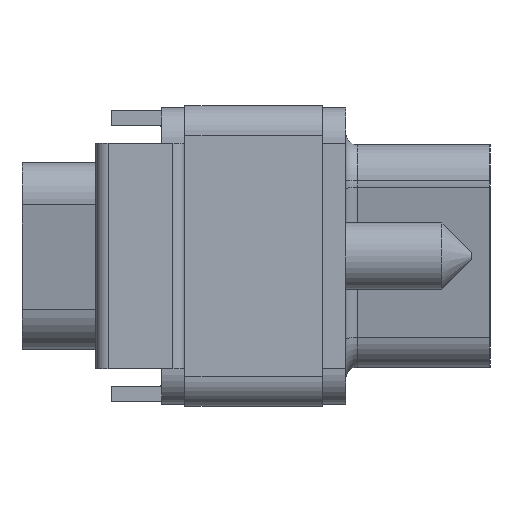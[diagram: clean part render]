
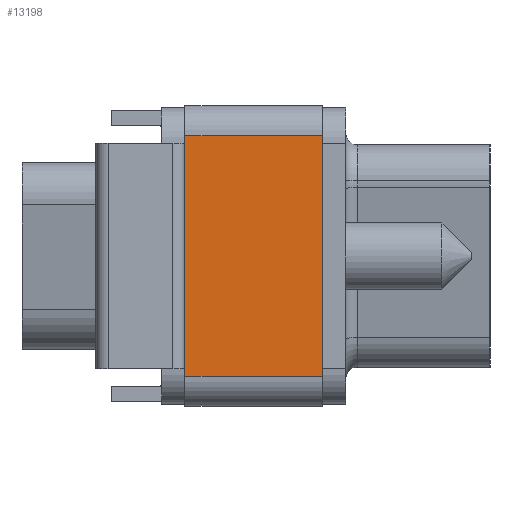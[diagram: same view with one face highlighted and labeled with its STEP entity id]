
A CAD part, left-side view. The second image highlights one B-rep face of the part: STEP entity #13198.
In plain terms, the highlighted planar face has unit normal (-1, 0, 0).
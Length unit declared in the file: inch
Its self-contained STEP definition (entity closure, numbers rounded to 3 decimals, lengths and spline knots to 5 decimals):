
#7904 = DIRECTION ( 'NONE',  ( 0., -1., 0. ) ) ;
#7905 = VECTOR ( 'NONE', #7904, 39.37008 ) ;
#7906 = CARTESIAN_POINT ( 'NONE',  ( -0.775, 0.114, -0.2 ) ) ;
#7910 = LINE ( 'NONE', #7906, #7905 ) ;
#8102 = CARTESIAN_POINT ( 'NONE',  ( -0.775, -0.114, 0.2 ) ) ;
#8103 = CARTESIAN_POINT ( 'NONE',  ( -0.775, -0.114, -0.2 ) ) ;
#8104 = DIRECTION ( 'NONE',  ( 0., 0., 1. ) ) ;
#8105 = VECTOR ( 'NONE', #8104, 39.37008 ) ;
#8106 = CARTESIAN_POINT ( 'NONE',  ( -0.775, -0.114, 0.25 ) ) ;
#8107 = LINE ( 'NONE', #8106, #8105 ) ;
#8108 = DIRECTION ( 'NONE',  ( 0., 0., -1. ) ) ;
#8109 = DIRECTION ( 'NONE',  ( 1., 0., 0. ) ) ;
#8110 = CARTESIAN_POINT ( 'NONE',  ( -0.775, 0.114, 0.25 ) ) ;
#8111 = AXIS2_PLACEMENT_3D ( 'NONE', #8110, #8109, #8108 ) ;
#8112 = PLANE ( 'NONE',  #8111 ) ;
#8113 = FACE_OUTER_BOUND ( 'NONE', #13199, .T. ) ;
#8145 = LINE ( 'NONE', #8225, #8224 ) ;
#8217 = CARTESIAN_POINT ( 'NONE',  ( -0.775, 0.114, -0.2 ) ) ;
#8218 = DIRECTION ( 'NONE',  ( 0., 0., 1. ) ) ;
#8219 = VECTOR ( 'NONE', #8218, 39.37008 ) ;
#8220 = CARTESIAN_POINT ( 'NONE',  ( -0.775, 0.114, 0.25 ) ) ;
#8221 = LINE ( 'NONE', #8220, #8219 ) ;
#8222 = CARTESIAN_POINT ( 'NONE',  ( -0.775, 0.114, 0.2 ) ) ;
#8223 = DIRECTION ( 'NONE',  ( 0., 1., 0. ) ) ;
#8224 = VECTOR ( 'NONE', #8223, 39.37008 ) ;
#8225 = CARTESIAN_POINT ( 'NONE',  ( -0.775, 0.114, 0.2 ) ) ;
#13057 = ORIENTED_EDGE ( 'NONE', *, *, #13058, .T. ) ;
#13058 = EDGE_CURVE ( 'NONE', #13162, #13202, #7910, .T. ) ;
#13157 = ORIENTED_EDGE ( 'NONE', *, *, #13158, .T. ) ;
#13158 = EDGE_CURVE ( 'NONE', #13203, #13159, #8145, .T. ) ;
#13159 = VERTEX_POINT ( 'NONE', #8222 ) ;
#13160 = ORIENTED_EDGE ( 'NONE', *, *, #13161, .F. ) ;
#13161 = EDGE_CURVE ( 'Edge3', #13162, #13159, #8221, .T. ) ;
#13162 = VERTEX_POINT ( 'NONE', #8217 ) ;
#13198 = ADVANCED_FACE ( 'NONE', ( #8113 ), #8112, .F. ) ;
#13199 = EDGE_LOOP ( 'NONE', ( #13200, #13157, #13160, #13057 ) ) ;
#13200 = ORIENTED_EDGE ( 'NONE', *, *, #13201, .T. ) ;
#13201 = EDGE_CURVE ( 'NONE', #13202, #13203, #8107, .T. ) ;
#13202 = VERTEX_POINT ( 'NONE', #8103 ) ;
#13203 = VERTEX_POINT ( 'NONE', #8102 ) ;
